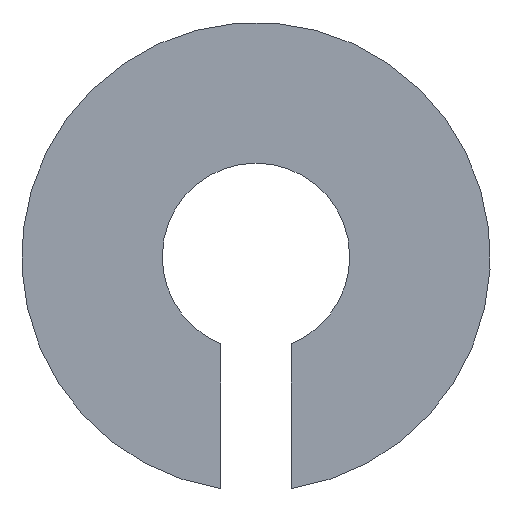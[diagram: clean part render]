
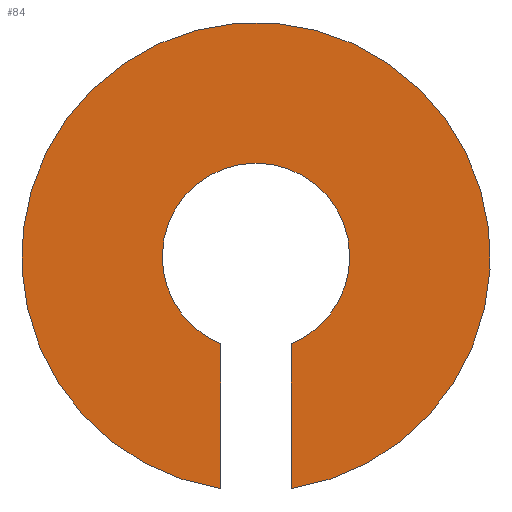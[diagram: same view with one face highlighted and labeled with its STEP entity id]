
A CAD part, front view. The second image highlights one B-rep face of the part: STEP entity #84.
In plain terms, the highlighted planar face has unit normal (0, -1, 0).
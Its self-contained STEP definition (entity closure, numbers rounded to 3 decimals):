
#1=DIRECTION('',(0.,0.,1.));
#2=VECTOR('',#1,6.179);
#3=CARTESIAN_POINT('',(1.5,0.,-9.887));
#4=LINE('',#3,#2);
#5=CARTESIAN_POINT('',(0.,0.,0.));
#6=DIRECTION('',(0.,-1.,0.));
#7=DIRECTION('',(0.375,0.,-0.927));
#8=AXIS2_PLACEMENT_3D('',#5,#6,#7);
#10=DIRECTION('',(0.,0.,-1.));
#11=VECTOR('',#10,6.179);
#12=CARTESIAN_POINT('',(-1.5,0.,-3.708));
#13=LINE('',#12,#11);
#14=CARTESIAN_POINT('',(0.,0.,0.));
#15=DIRECTION('',(0.,1.,0.));
#16=DIRECTION('',(-0.15,0.,-0.989));
#17=AXIS2_PLACEMENT_3D('',#14,#15,#16);
#53=CARTESIAN_POINT('',(1.5,0.,-9.887));
#54=CARTESIAN_POINT('',(1.5,0.,-3.708));
#55=VERTEX_POINT('',#53);
#56=VERTEX_POINT('',#54);
#57=CARTESIAN_POINT('',(-1.5,0.,-3.708));
#58=VERTEX_POINT('',#57);
#59=CARTESIAN_POINT('',(-1.5,0.,-9.887));
#60=VERTEX_POINT('',#59);
#69=CARTESIAN_POINT('',(0.,0.,0.));
#70=DIRECTION('',(0.,1.,0.));
#71=DIRECTION('',(1.,0.,0.));
#72=AXIS2_PLACEMENT_3D('',#69,#70,#71);
#73=PLANE('',#72);
#75=ORIENTED_EDGE('',*,*,#74,.T.);
#77=ORIENTED_EDGE('',*,*,#76,.T.);
#79=ORIENTED_EDGE('',*,*,#78,.T.);
#81=ORIENTED_EDGE('',*,*,#80,.T.);
#82=EDGE_LOOP('',(#75,#77,#79,#81));
#83=FACE_OUTER_BOUND('',#82,.F.);
#84=ADVANCED_FACE('',(#83),#73,.F.);
#9=CIRCLE('',#8,4.);
#18=CIRCLE('',#17,10.);
#74=EDGE_CURVE('',#55,#56,#4,.T.);
#76=EDGE_CURVE('',#56,#58,#9,.T.);
#78=EDGE_CURVE('',#58,#60,#13,.T.);
#80=EDGE_CURVE('',#60,#55,#18,.T.);
